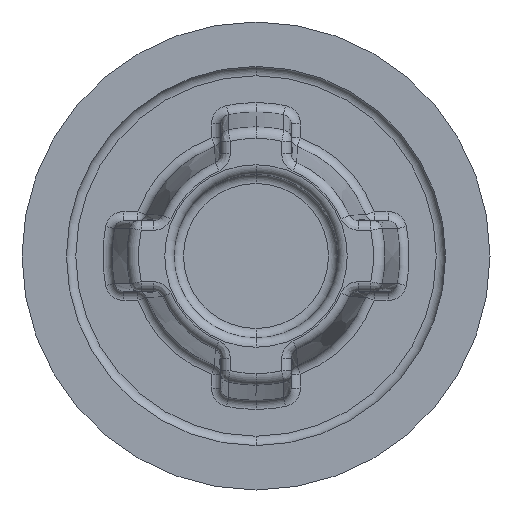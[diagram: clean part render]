
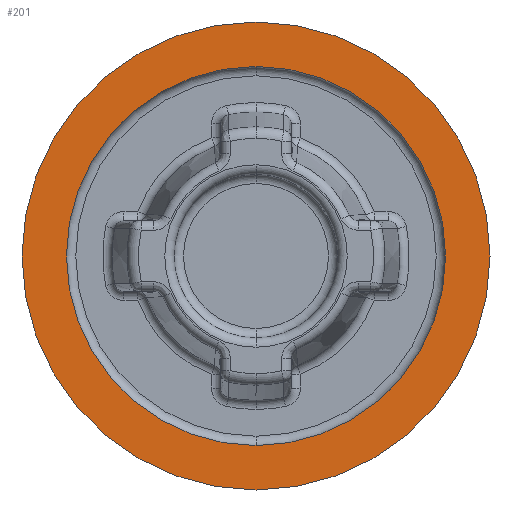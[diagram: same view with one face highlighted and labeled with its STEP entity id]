
A CAD part, front view. The second image highlights one B-rep face of the part: STEP entity #201.
In plain terms, the highlighted planar face has unit normal (0, -1, 0).
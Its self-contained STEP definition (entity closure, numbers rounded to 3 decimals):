
#201=ADVANCED_FACE('NONE',(#526,#527),#528,.F.);
#526=FACE_OUTER_BOUND('',#975,.T.);
#527=FACE_BOUND('',#976,.T.);
#528=PLANE('',#977);
#975=EDGE_LOOP('',(#2070,#2071));
#976=EDGE_LOOP('',(#2072,#2073));
#977=AXIS2_PLACEMENT_3D('',#2074,#2075,#2076);
#2070=ORIENTED_EDGE('',*,*,#3179,.T.);
#2071=ORIENTED_EDGE('',*,*,#3182,.T.);
#2072=ORIENTED_EDGE('',*,*,#3183,.F.);
#2073=ORIENTED_EDGE('',*,*,#3145,.F.);
#2074=CARTESIAN_POINT('',(-2.5,5.0,0.0));
#2075=DIRECTION('',(0.0,1.0,0.0));
#2076=DIRECTION('',(1.0,0.0,-0.0));
#3145=EDGE_CURVE('NONE',#3652,#3654,#3655,.T.);
#3179=EDGE_CURVE('NONE',#3705,#3703,#3706,.T.);
#3182=EDGE_CURVE('NONE',#3703,#3705,#3709,.T.);
#3183=EDGE_CURVE('NONE',#3654,#3652,#3710,.T.);
#3652=VERTEX_POINT('NONE',#4348);
#3654=VERTEX_POINT('NONE',#4350);
#3655=CIRCLE('',#4351,4.05);
#3703=VERTEX_POINT('NONE',#4415);
#3705=VERTEX_POINT('NONE',#4418);
#3706=CIRCLE('',#4419,5.0);
#3709=CIRCLE('',#4423,5.0);
#3710=CIRCLE('',#4424,4.05);
#4348=CARTESIAN_POINT('',(0.,5.0,4.05));
#4350=CARTESIAN_POINT('',(0.0,5.0,-4.05));
#4351=AXIS2_PLACEMENT_3D('',#5573,#5574,#5575);
#4415=CARTESIAN_POINT('',(0.,5.0,5.0));
#4418=CARTESIAN_POINT('',(0.0,5.0,-5.0));
#4419=AXIS2_PLACEMENT_3D('',#5633,#5634,#5635);
#4423=AXIS2_PLACEMENT_3D('',#5637,#5638,#5639);
#4424=AXIS2_PLACEMENT_3D('',#5640,#5641,#5642);
#5573=CARTESIAN_POINT('',(0.0,5.0,0.0));
#5574=DIRECTION('',(0.0,-1.0,0.0));
#5575=DIRECTION('',(0.0,0.0,-1.0));
#5633=CARTESIAN_POINT('',(0.0,5.0,0.0));
#5634=DIRECTION('',(0.0,-1.0,0.0));
#5635=DIRECTION('',(0.0,0.0,-1.0));
#5637=CARTESIAN_POINT('',(0.0,5.0,0.0));
#5638=DIRECTION('',(0.0,-1.0,0.0));
#5639=DIRECTION('',(0.0,0.0,-1.0));
#5640=CARTESIAN_POINT('',(0.0,5.0,0.0));
#5641=DIRECTION('',(0.0,-1.0,0.0));
#5642=DIRECTION('',(0.0,0.0,-1.0));
